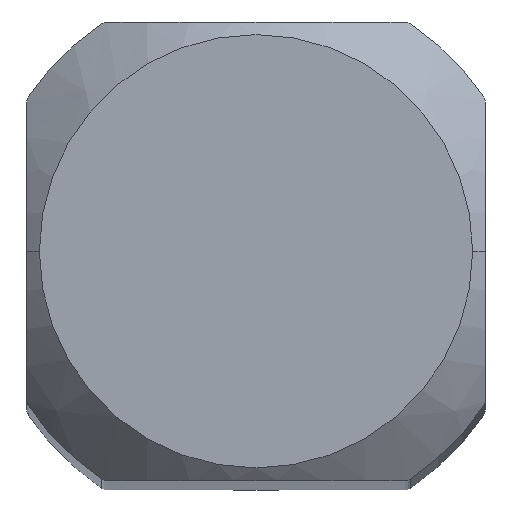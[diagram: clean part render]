
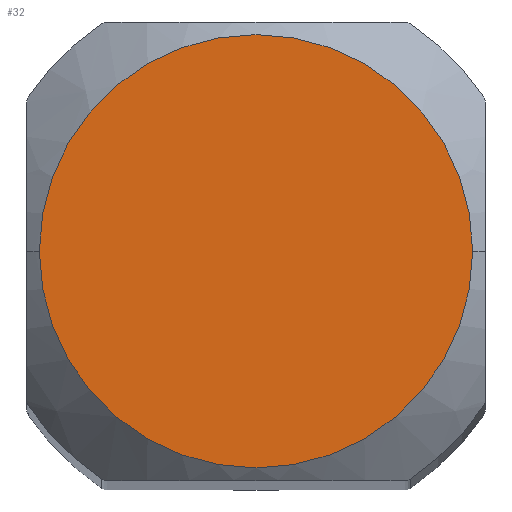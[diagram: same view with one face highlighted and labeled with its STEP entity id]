
A CAD part, top view. The second image highlights one B-rep face of the part: STEP entity #32.
In plain terms, the highlighted planar face has unit normal (0, 0, 1).
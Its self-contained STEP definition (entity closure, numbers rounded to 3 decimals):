
#6 = CIRCLE ( 'NONE', #265, 3. ) ;
#26 = ORIENTED_EDGE ( 'NONE', *, *, #845, .T. ) ;
#32 = ADVANCED_FACE ( 'NONE', ( #431 ), #872, .T. ) ;
#72 = ORIENTED_EDGE ( 'NONE', *, *, #636, .T. ) ;
#83 = CIRCLE ( 'NONE', #223, 3. ) ;
#182 = DIRECTION ( 'NONE',  ( 1., 0., 0. ) ) ;
#188 = VERTEX_POINT ( 'NONE', #804 ) ;
#200 = DIRECTION ( 'NONE',  ( 0., 0., 1. ) ) ;
#206 = CARTESIAN_POINT ( 'NONE',  ( 0., 0., 75.2 ) ) ;
#223 = AXIS2_PLACEMENT_3D ( 'NONE', #518, #521, #525 ) ;
#265 = AXIS2_PLACEMENT_3D ( 'NONE', #206, #200, #182 ) ;
#318 = VERTEX_POINT ( 'NONE', #801 ) ;
#431 = FACE_OUTER_BOUND ( 'NONE', #565, .T. ) ;
#518 = CARTESIAN_POINT ( 'NONE',  ( 0., 0., 75.2 ) ) ;
#521 = DIRECTION ( 'NONE',  ( 0., 0., 1. ) ) ;
#525 = DIRECTION ( 'NONE',  ( 1., 0., 0. ) ) ;
#565 = EDGE_LOOP ( 'NONE', ( #26, #72 ) ) ;
#636 = EDGE_CURVE ( 'NONE', #188, #318, #83, .T. ) ;
#801 = CARTESIAN_POINT ( 'NONE',  ( 3., 0., 75.2 ) ) ;
#804 = CARTESIAN_POINT ( 'NONE',  ( -3., 0., 75.2 ) ) ;
#845 = EDGE_CURVE ( 'NONE', #318, #188, #6, .T. ) ;
#872 = PLANE ( 'NONE',  #876 ) ;
#873 = DIRECTION ( 'NONE',  ( 0., 0., 1. ) ) ;
#876 = AXIS2_PLACEMENT_3D ( 'NONE', #883, #873, #877 ) ;
#877 = DIRECTION ( 'NONE',  ( 1., 0., 0. ) ) ;
#883 = CARTESIAN_POINT ( 'NONE',  ( 0., 0., 75.2 ) ) ;
